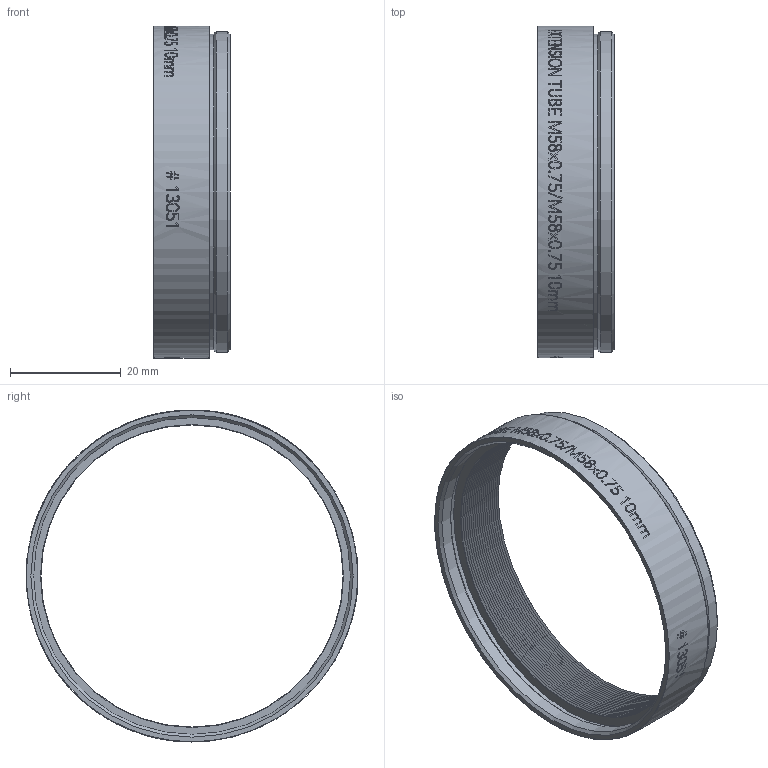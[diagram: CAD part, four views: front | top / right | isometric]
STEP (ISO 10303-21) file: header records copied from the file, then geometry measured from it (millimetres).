
FILE_DESCRIPTION(/* description */ (''),/* implementation_level */ '2;1');
FILE_NAME(/* name */ '13051_00166296_001.stp',/* time_stamp */ '2022-06-24T13:11:45+02:00',/* author */ (''),/* organization */ (''),/* preprocessor_version */ 'ST-DEVELOPER v16',/* originating_system */ 'SIEMENS PLM Software NX 10.0',/* authorisation */ '');
FILE_SCHEMA (('AP203_CONFIGURATION_CONTROLLED_3D_DESIGN_OF_MECHANICAL_PARTS_AND_ASSEMBLIES_MIM_LF { 1 0 10303 403 2 1 2}'));
Length unit declared in the file: millimetre
Products named in the file (1): Froe3E7CFC24yv9h
Bounding box: 13.8 x 60 x 60 mm (x, y, z)
Volume: 4487.9 mm3; surface area: 9471.6 mm2
Topology: 1 solids, 2 shells, 132 faces, 581 edges, 531 vertices
Faces by surface type: cylinder 83, cone 44, plane 5
Full cylindrical faces by diameter (mm): 57 x1, 57.25 x1, 58 x1, 58.3 x1, 60 x2
Entity records: 7715 total; most frequent: CARTESIAN_POINT 3613, ORIENTED_EDGE 1056, VERTEX_POINT 529, EDGE_CURVE 529, B_SPLINE_CURVE_WITH_KNOTS 473, DIRECTION 378, EDGE_LOOP 264, FACE_BOUND 201
